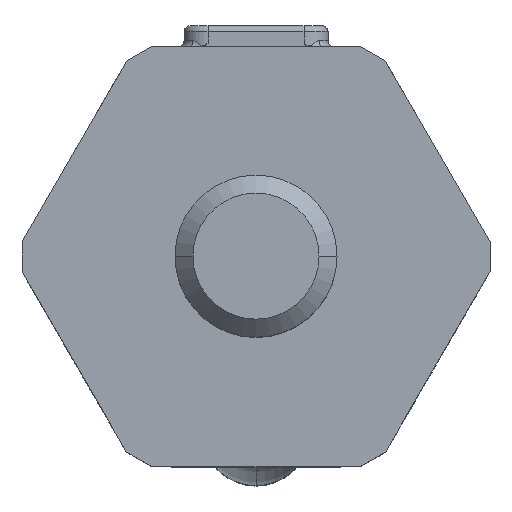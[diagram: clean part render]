
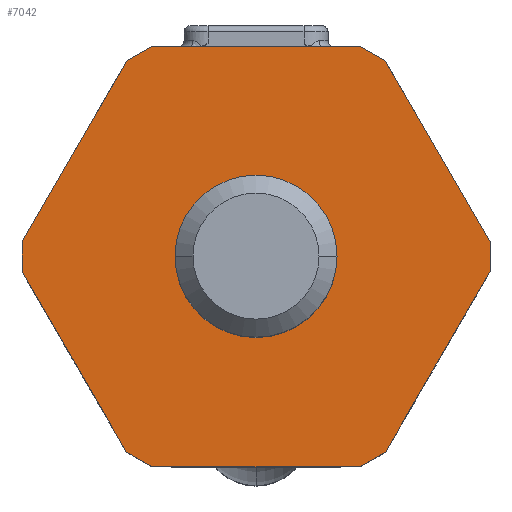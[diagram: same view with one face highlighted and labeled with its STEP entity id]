
A CAD part, top view. The second image highlights one B-rep face of the part: STEP entity #7042.
In plain terms, the highlighted planar face has unit normal (0, 0, 1).
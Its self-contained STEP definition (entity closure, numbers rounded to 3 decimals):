
#1=DIRECTION('',(-0.866,-0.499,0.));
#2=VECTOR('',#1,4.833);
#3=CARTESIAN_POINT('',(-17.385,35.,61.7));
#4=LINE('',#3,#2);
#18=CARTESIAN_POINT('',(0.,0.,61.7));
#19=DIRECTION('',(0.,0.,1.));
#20=DIRECTION('',(1.,0.,0.));
#21=AXIS2_PLACEMENT_3D('',#18,#19,#20);
#23=CARTESIAN_POINT('',(0.,0.,61.7));
#24=DIRECTION('',(0.,0.,1.));
#25=DIRECTION('',(-1.,0.,0.));
#26=AXIS2_PLACEMENT_3D('',#23,#24,#25);
#41=DIRECTION('',(-1.,0.,0.));
#42=VECTOR('',#41,34.769);
#43=CARTESIAN_POINT('',(17.385,35.,61.7));
#44=LINE('',#43,#42);
#646=DIRECTION('',(-0.501,-0.865,0.));
#647=VECTOR('',#646,34.772);
#648=CARTESIAN_POINT('',(-21.571,32.587,61.7));
#649=LINE('',#648,#647);
#654=DIRECTION('',(0.,-1.,0.));
#655=VECTOR('',#654,4.997);
#656=CARTESIAN_POINT('',(-39.,2.499,61.7));
#657=LINE('',#656,#655);
#676=DIRECTION('',(0.501,-0.865,0.));
#677=VECTOR('',#676,34.77);
#678=CARTESIAN_POINT('',(-39.,-2.499,61.7));
#679=LINE('',#678,#677);
#716=DIRECTION('',(0.866,-0.499,0.));
#717=VECTOR('',#716,4.833);
#718=CARTESIAN_POINT('',(-21.573,-32.586,61.7));
#719=LINE('',#718,#717);
#861=DIRECTION('',(1.,0.,0.));
#862=VECTOR('',#861,34.772);
#863=CARTESIAN_POINT('',(-17.386,-35.,61.7));
#864=LINE('',#863,#862);
#2951=DIRECTION('',(0.866,0.499,0.));
#2952=VECTOR('',#2951,4.833);
#2953=CARTESIAN_POINT('',(17.386,-35.,61.7));
#2954=LINE('',#2953,#2952);
#2964=DIRECTION('',(0.501,0.865,0.));
#2965=VECTOR('',#2964,34.769);
#2966=CARTESIAN_POINT('',(21.573,-32.586,61.7));
#2967=LINE('',#2966,#2965);
#2972=DIRECTION('',(0.,1.,0.));
#2973=VECTOR('',#2972,5.);
#2974=CARTESIAN_POINT('',(39.,-2.5,61.7));
#2975=LINE('',#2974,#2973);
#2980=DIRECTION('',(-0.501,0.865,0.));
#2981=VECTOR('',#2980,34.768);
#2982=CARTESIAN_POINT('',(39.,2.5,61.7));
#2983=LINE('',#2982,#2981);
#2988=DIRECTION('',(-0.866,0.499,0.));
#2989=VECTOR('',#2988,4.835);
#2990=CARTESIAN_POINT('',(21.574,32.585,61.7));
#2991=LINE('',#2990,#2989);
#6735=CARTESIAN_POINT('',(-17.385,35.,61.7));
#6736=CARTESIAN_POINT('',(-21.571,32.587,61.7));
#6737=VERTEX_POINT('',#6735);
#6738=VERTEX_POINT('',#6736);
#6739=CARTESIAN_POINT('',(-39.,2.499,61.7));
#6740=VERTEX_POINT('',#6739);
#6741=CARTESIAN_POINT('',(-39.,-2.499,61.7));
#6742=VERTEX_POINT('',#6741);
#6743=CARTESIAN_POINT('',(-21.573,-32.586,61.7));
#6744=VERTEX_POINT('',#6743);
#6745=CARTESIAN_POINT('',(-17.386,-35.,61.7));
#6746=VERTEX_POINT('',#6745);
#6747=CARTESIAN_POINT('',(17.386,-35.,61.7));
#6748=VERTEX_POINT('',#6747);
#6749=CARTESIAN_POINT('',(21.573,-32.586,61.7));
#6750=VERTEX_POINT('',#6749);
#6751=CARTESIAN_POINT('',(39.,-2.5,61.7));
#6752=VERTEX_POINT('',#6751);
#6753=CARTESIAN_POINT('',(39.,2.5,61.7));
#6754=VERTEX_POINT('',#6753);
#6755=CARTESIAN_POINT('',(21.574,32.585,61.7));
#6756=VERTEX_POINT('',#6755);
#6757=CARTESIAN_POINT('',(17.385,35.,61.7));
#6758=VERTEX_POINT('',#6757);
#6767=CARTESIAN_POINT('',(13.5,0.,61.7));
#6768=CARTESIAN_POINT('',(-13.5,0.,61.7));
#6769=VERTEX_POINT('',#6767);
#6770=VERTEX_POINT('',#6768);
#7006=CARTESIAN_POINT('',(50.,-50.,61.7));
#7007=DIRECTION('',(0.,0.,-1.));
#7008=DIRECTION('',(-1.,0.,0.));
#7009=AXIS2_PLACEMENT_3D('',#7006,#7007,#7008);
#7010=PLANE('',#7009);
#7011=ORIENTED_EDGE('',*,*,#6995,.F.);
#7013=ORIENTED_EDGE('',*,*,#7012,.F.);
#7015=ORIENTED_EDGE('',*,*,#7014,.F.);
#7017=ORIENTED_EDGE('',*,*,#7016,.F.);
#7019=ORIENTED_EDGE('',*,*,#7018,.F.);
#7021=ORIENTED_EDGE('',*,*,#7020,.F.);
#7023=ORIENTED_EDGE('',*,*,#7022,.F.);
#7025=ORIENTED_EDGE('',*,*,#7024,.F.);
#7027=ORIENTED_EDGE('',*,*,#7026,.F.);
#7029=ORIENTED_EDGE('',*,*,#7028,.F.);
#7031=ORIENTED_EDGE('',*,*,#7030,.F.);
#7033=ORIENTED_EDGE('',*,*,#7032,.F.);
#7034=EDGE_LOOP('',(#7011,#7013,#7015,#7017,#7019,#7021,#7023,#7025,#7027,#7029,
#7031,#7033));
#7035=FACE_OUTER_BOUND('',#7034,.F.);
#7037=ORIENTED_EDGE('',*,*,#7036,.T.);
#7039=ORIENTED_EDGE('',*,*,#7038,.T.);
#7040=EDGE_LOOP('',(#7037,#7039));
#7041=FACE_BOUND('',#7040,.F.);
#7042=ADVANCED_FACE('',(#7035,#7041),#7010,.F.);
#22=CIRCLE('',#21,13.5);
#27=CIRCLE('',#26,13.5);
#6995=EDGE_CURVE('',#6737,#6738,#4,.T.);
#7012=EDGE_CURVE('',#6758,#6737,#44,.T.);
#7014=EDGE_CURVE('',#6756,#6758,#2991,.T.);
#7016=EDGE_CURVE('',#6754,#6756,#2983,.T.);
#7018=EDGE_CURVE('',#6752,#6754,#2975,.T.);
#7020=EDGE_CURVE('',#6750,#6752,#2967,.T.);
#7022=EDGE_CURVE('',#6748,#6750,#2954,.T.);
#7024=EDGE_CURVE('',#6746,#6748,#864,.T.);
#7026=EDGE_CURVE('',#6744,#6746,#719,.T.);
#7028=EDGE_CURVE('',#6742,#6744,#679,.T.);
#7030=EDGE_CURVE('',#6740,#6742,#657,.T.);
#7032=EDGE_CURVE('',#6738,#6740,#649,.T.);
#7036=EDGE_CURVE('',#6769,#6770,#22,.T.);
#7038=EDGE_CURVE('',#6770,#6769,#27,.T.);
